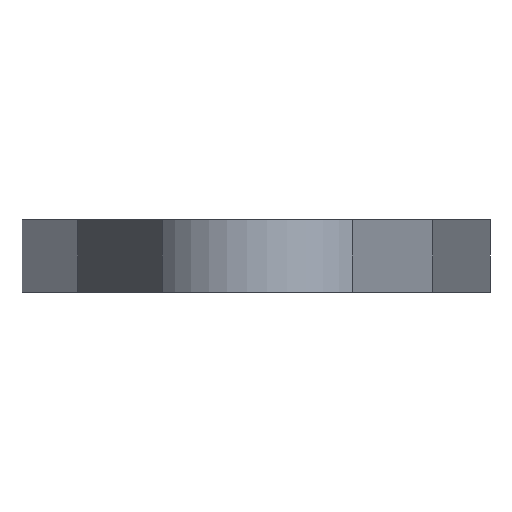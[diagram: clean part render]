
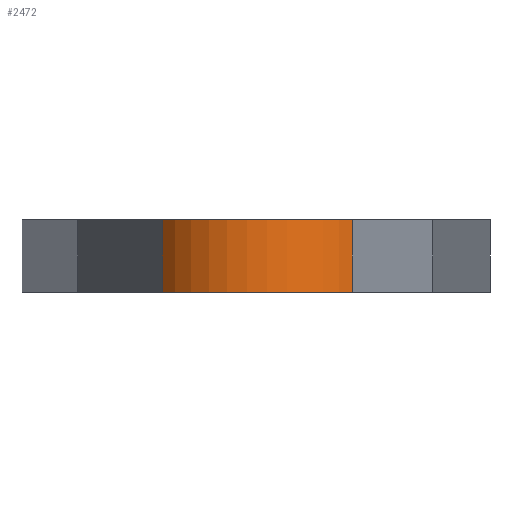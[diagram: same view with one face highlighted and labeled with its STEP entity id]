
A CAD part, left-side view. The second image highlights one B-rep face of the part: STEP entity #2472.
In plain terms, the highlighted cylindrical face has radius 2.625 mm (diameter 5.25 mm), a partial arc.
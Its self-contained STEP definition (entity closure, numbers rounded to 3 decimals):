
#83 = PLANE('',#84);
#84 = AXIS2_PLACEMENT_3D('',#85,#86,#87);
#85 = CARTESIAN_POINT('',(119.51,-98.272,1.6));
#86 = DIRECTION('',(-0.,-0.,-1.));
#87 = DIRECTION('',(-1.,0.,0.));
#137 = PLANE('',#138);
#138 = AXIS2_PLACEMENT_3D('',#139,#140,#141);
#139 = CARTESIAN_POINT('',(119.51,-98.272,0.));
#140 = DIRECTION('',(-0.,-0.,-1.));
#141 = DIRECTION('',(-1.,0.,0.));
#378 = VERTEX_POINT('',#379);
#379 = CARTESIAN_POINT('',(89.9,-100.4,0.));
#393 = PLANE('',#394);
#394 = AXIS2_PLACEMENT_3D('',#395,#396,#397);
#395 = CARTESIAN_POINT('',(94.234,-102.184,0.));
#396 = DIRECTION('',(-0.381,-0.925,0.));
#397 = DIRECTION('',(-0.925,0.381,0.));
#405 = EDGE_CURVE('',#406,#378,#408,.T.);
#406 = VERTEX_POINT('',#407);
#407 = CARTESIAN_POINT('',(89.9,-96.2,0.));
#408 = SURFACE_CURVE('',#409,(#414,#425),.PCURVE_S1.);
#409 = CIRCLE('',#410,2.625);
#410 = AXIS2_PLACEMENT_3D('',#411,#412,#413);
#411 = CARTESIAN_POINT('',(91.475,-98.3,0.));
#412 = DIRECTION('',(0.,0.,1.));
#413 = DIRECTION('',(1.,0.,-0.));
#414 = PCURVE('',#137,#415);
#415 = DEFINITIONAL_REPRESENTATION('',(#416),#424);
#416 = ( BOUNDED_CURVE() B_SPLINE_CURVE(2,(#417,#418,#419,#420,#421,#422
,#423),.UNSPECIFIED.,.T.,.F.) B_SPLINE_CURVE_WITH_KNOTS((1,2,2,2,2,1),(
    -2.094,0.,2.094,4.189,6.283,
8.378),.UNSPECIFIED.) CURVE() GEOMETRIC_REPRESENTATION_ITEM() 
RATIONAL_B_SPLINE_CURVE((1.,0.5,1.,0.5,1.,0.5,1.)) REPRESENTATION_ITEM(
  '') );
#417 = CARTESIAN_POINT('',(25.41,-0.028));
#418 = CARTESIAN_POINT('',(25.41,4.518));
#419 = CARTESIAN_POINT('',(29.348,2.245));
#420 = CARTESIAN_POINT('',(33.285,-0.028));
#421 = CARTESIAN_POINT('',(29.348,-2.302));
#422 = CARTESIAN_POINT('',(25.41,-4.575));
#423 = CARTESIAN_POINT('',(25.41,-0.028));
#424 = ( GEOMETRIC_REPRESENTATION_CONTEXT(2) 
PARAMETRIC_REPRESENTATION_CONTEXT() REPRESENTATION_CONTEXT('2D SPACE',''
  ) );
#425 = PCURVE('',#426,#431);
#426 = CYLINDRICAL_SURFACE('',#427,2.625);
#427 = AXIS2_PLACEMENT_3D('',#428,#429,#430);
#428 = CARTESIAN_POINT('',(91.475,-98.3,0.));
#429 = DIRECTION('',(-0.,-0.,-1.));
#430 = DIRECTION('',(1.,0.,-0.));
#431 = DEFINITIONAL_REPRESENTATION('',(#432),#436);
#432 = LINE('',#433,#434);
#433 = CARTESIAN_POINT('',(-0.,0.));
#434 = VECTOR('',#435,1.);
#435 = DIRECTION('',(-1.,0.));
#436 = ( GEOMETRIC_REPRESENTATION_CONTEXT(2) 
PARAMETRIC_REPRESENTATION_CONTEXT() REPRESENTATION_CONTEXT('2D SPACE',''
  ) );
#454 = PLANE('',#455);
#455 = AXIS2_PLACEMENT_3D('',#456,#457,#458);
#456 = CARTESIAN_POINT('',(89.9,-96.2,0.));
#457 = DIRECTION('',(-0.399,0.917,0.));
#458 = DIRECTION('',(0.917,0.399,0.));
#1443 = VERTEX_POINT('',#1444);
#1444 = CARTESIAN_POINT('',(89.9,-100.4,1.6));
#1465 = EDGE_CURVE('',#1466,#1443,#1468,.T.);
#1466 = VERTEX_POINT('',#1467);
#1467 = CARTESIAN_POINT('',(89.9,-96.2,1.6));
#1468 = SURFACE_CURVE('',#1469,(#1474,#1485),.PCURVE_S1.);
#1469 = CIRCLE('',#1470,2.625);
#1470 = AXIS2_PLACEMENT_3D('',#1471,#1472,#1473);
#1471 = CARTESIAN_POINT('',(91.475,-98.3,1.6));
#1472 = DIRECTION('',(0.,0.,1.));
#1473 = DIRECTION('',(1.,0.,-0.));
#1474 = PCURVE('',#83,#1475);
#1475 = DEFINITIONAL_REPRESENTATION('',(#1476),#1484);
#1476 = ( BOUNDED_CURVE() B_SPLINE_CURVE(2,(#1477,#1478,#1479,#1480,
#1481,#1482,#1483),.UNSPECIFIED.,.T.,.F.) B_SPLINE_CURVE_WITH_KNOTS((1,2
    ,2,2,2,1),(-2.094,0.,2.094,4.189,
6.283,8.378),.UNSPECIFIED.) CURVE() 
GEOMETRIC_REPRESENTATION_ITEM() RATIONAL_B_SPLINE_CURVE((1.,0.5,1.,0.5,
1.,0.5,1.)) REPRESENTATION_ITEM('') );
#1477 = CARTESIAN_POINT('',(25.41,-0.028));
#1478 = CARTESIAN_POINT('',(25.41,4.518));
#1479 = CARTESIAN_POINT('',(29.348,2.245));
#1480 = CARTESIAN_POINT('',(33.285,-0.028));
#1481 = CARTESIAN_POINT('',(29.348,-2.302));
#1482 = CARTESIAN_POINT('',(25.41,-4.575));
#1483 = CARTESIAN_POINT('',(25.41,-0.028));
#1484 = ( GEOMETRIC_REPRESENTATION_CONTEXT(2) 
PARAMETRIC_REPRESENTATION_CONTEXT() REPRESENTATION_CONTEXT('2D SPACE',''
  ) );
#1485 = PCURVE('',#426,#1486);
#1486 = DEFINITIONAL_REPRESENTATION('',(#1487),#1491);
#1487 = LINE('',#1488,#1489);
#1488 = CARTESIAN_POINT('',(-0.,-1.6));
#1489 = VECTOR('',#1490,1.);
#1490 = DIRECTION('',(-1.,0.));
#1491 = ( GEOMETRIC_REPRESENTATION_CONTEXT(2) 
PARAMETRIC_REPRESENTATION_CONTEXT() REPRESENTATION_CONTEXT('2D SPACE',''
  ) );
#2422 = EDGE_CURVE('',#406,#1466,#2423,.T.);
#2423 = SURFACE_CURVE('',#2424,(#2428,#2435),.PCURVE_S1.);
#2424 = LINE('',#2425,#2426);
#2425 = CARTESIAN_POINT('',(89.9,-96.2,0.));
#2426 = VECTOR('',#2427,1.);
#2427 = DIRECTION('',(0.,0.,1.));
#2428 = PCURVE('',#454,#2429);
#2429 = DEFINITIONAL_REPRESENTATION('',(#2430),#2434);
#2430 = LINE('',#2431,#2432);
#2431 = CARTESIAN_POINT('',(0.,0.));
#2432 = VECTOR('',#2433,1.);
#2433 = DIRECTION('',(0.,-1.));
#2434 = ( GEOMETRIC_REPRESENTATION_CONTEXT(2) 
PARAMETRIC_REPRESENTATION_CONTEXT() REPRESENTATION_CONTEXT('2D SPACE',''
  ) );
#2435 = PCURVE('',#426,#2436);
#2436 = DEFINITIONAL_REPRESENTATION('',(#2437),#2441);
#2437 = LINE('',#2438,#2439);
#2438 = CARTESIAN_POINT('',(-2.214,0.));
#2439 = VECTOR('',#2440,1.);
#2440 = DIRECTION('',(-0.,-1.));
#2441 = ( GEOMETRIC_REPRESENTATION_CONTEXT(2) 
PARAMETRIC_REPRESENTATION_CONTEXT() REPRESENTATION_CONTEXT('2D SPACE',''
  ) );
#2451 = EDGE_CURVE('',#378,#1443,#2452,.T.);
#2452 = SURFACE_CURVE('',#2453,(#2457,#2464),.PCURVE_S1.);
#2453 = LINE('',#2454,#2455);
#2454 = CARTESIAN_POINT('',(89.9,-100.4,0.));
#2455 = VECTOR('',#2456,1.);
#2456 = DIRECTION('',(0.,0.,1.));
#2457 = PCURVE('',#393,#2458);
#2458 = DEFINITIONAL_REPRESENTATION('',(#2459),#2463);
#2459 = LINE('',#2460,#2461);
#2460 = CARTESIAN_POINT('',(4.687,0.));
#2461 = VECTOR('',#2462,1.);
#2462 = DIRECTION('',(0.,-1.));
#2463 = ( GEOMETRIC_REPRESENTATION_CONTEXT(2) 
PARAMETRIC_REPRESENTATION_CONTEXT() REPRESENTATION_CONTEXT('2D SPACE',''
  ) );
#2464 = PCURVE('',#426,#2465);
#2465 = DEFINITIONAL_REPRESENTATION('',(#2466),#2470);
#2466 = LINE('',#2467,#2468);
#2467 = CARTESIAN_POINT('',(-4.069,0.));
#2468 = VECTOR('',#2469,1.);
#2469 = DIRECTION('',(-0.,-1.));
#2470 = ( GEOMETRIC_REPRESENTATION_CONTEXT(2) 
PARAMETRIC_REPRESENTATION_CONTEXT() REPRESENTATION_CONTEXT('2D SPACE',''
  ) );
#2472 = ADVANCED_FACE('',(#2473),#426,.T.);
#2473 = FACE_BOUND('',#2474,.F.);
#2474 = EDGE_LOOP('',(#2475,#2476,#2477,#2478));
#2475 = ORIENTED_EDGE('',*,*,#2422,.T.);
#2476 = ORIENTED_EDGE('',*,*,#1465,.T.);
#2477 = ORIENTED_EDGE('',*,*,#2451,.F.);
#2478 = ORIENTED_EDGE('',*,*,#405,.F.);
